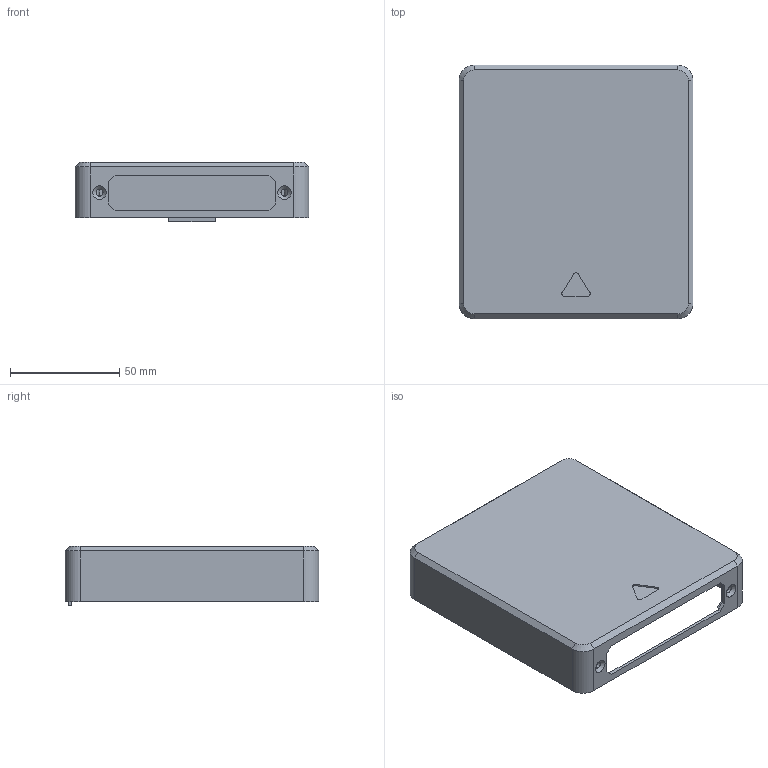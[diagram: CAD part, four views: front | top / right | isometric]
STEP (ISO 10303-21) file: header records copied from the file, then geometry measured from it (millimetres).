
FILE_DESCRIPTION(/* description */ (''),/* implementation_level */ '2;1');
FILE_NAME(/* name */ 'PlayerTopv2 - Exact.stp',/* time_stamp */ '2025-07-24T10:04:31-06:00',/* author */ (''),/* organization */ (''),/* preprocessor_version */ 'ST-DEVELOPER v20',/* originating_system */ 'SIEMENS PLM Software NX2412.4001',/* authorisation */ '');
FILE_SCHEMA (('AUTOMOTIVE_DESIGN { 1 0 10303 214 3 1 1 1 }'));
Length unit declared in the file: millimetre
Products named in the file (1): PlayerTopv2
Bounding box: 107 x 116 x 27.4 mm (x, y, z)
Volume: 61499.6 mm3; surface area: 43211.7 mm2
Topology: 1 solids, 1 shells, 96 faces, 245 edges, 155 vertices
Faces by surface type: plane 55, cylinder 23, cone 14, extrusion 2, bspline 2
Full cylindrical faces by diameter (mm): 2.75 x2, 3.2 x2
Entity records: 2974 total; most frequent: CARTESIAN_POINT 629, ORIENTED_EDGE 476, DIRECTION 476, EDGE_CURVE 238, VECTOR 170, LINE 168, VERTEX_POINT 154, AXIS2_PLACEMENT_3D 153
